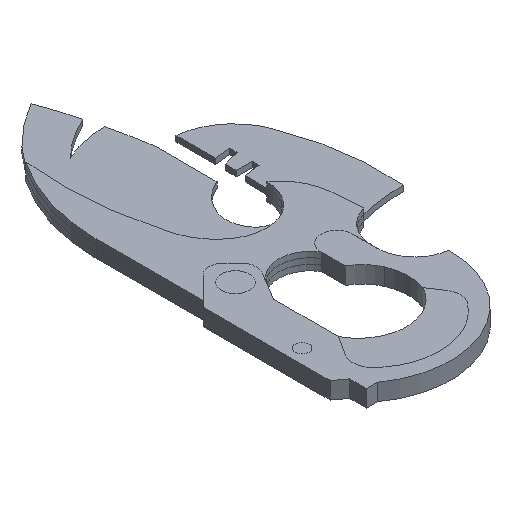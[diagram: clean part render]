
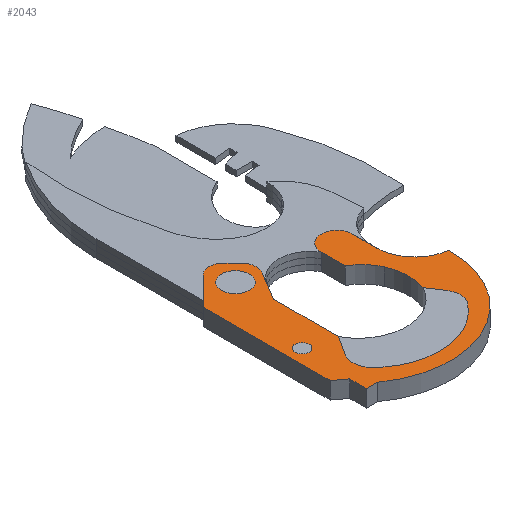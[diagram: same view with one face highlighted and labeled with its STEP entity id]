
A CAD part, isometric view. The second image highlights one B-rep face of the part: STEP entity #2043.
In plain terms, the highlighted planar face has unit normal (0, 0, 1).
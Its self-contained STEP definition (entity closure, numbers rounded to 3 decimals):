
#13=FACE_BOUND('',#255,.T.);
#14=FACE_BOUND('',#256,.T.);
#56=PLANE('',#2241);
#138=FACE_OUTER_BOUND('',#254,.T.);
#254=EDGE_LOOP('',(#1554,#1555,#1556,#1557,#1558,#1559,#1560,#1561,#1562,
#1563,#1564,#1565,#1566,#1567,#1568,#1569,#1570,#1571,#1572,#1573,#1574,
#1575));
#255=EDGE_LOOP('',(#1576));
#256=EDGE_LOOP('',(#1577));
#362=LINE('',#3211,#538);
#365=LINE('',#3217,#541);
#368=LINE('',#3223,#544);
#371=LINE('',#3229,#547);
#374=LINE('',#3235,#550);
#378=LINE('',#3247,#554);
#382=LINE('',#3259,#558);
#385=LINE('',#3265,#561);
#388=LINE('',#3271,#564);
#397=LINE('',#3313,#573);
#401=LINE('',#3325,#577);
#538=VECTOR('',#2557,10.);
#541=VECTOR('',#2562,10.);
#544=VECTOR('',#2567,10.);
#547=VECTOR('',#2572,10.);
#550=VECTOR('',#2577,10.);
#554=VECTOR('',#2589,10.);
#558=VECTOR('',#2601,10.);
#561=VECTOR('',#2606,10.);
#564=VECTOR('',#2611,10.);
#573=VECTOR('',#2658,10.);
#577=VECTOR('',#2670,10.);
#710=CIRCLE('',#2192,2.5);
#712=CIRCLE('',#2195,5.);
#715=CIRCLE('',#2204,4.952);
#717=CIRCLE('',#2208,5.831);
#719=CIRCLE('',#2214,7.321);
#721=CIRCLE('',#2217,24.461);
#723=CIRCLE('',#2220,6.37);
#725=CIRCLE('',#2223,152.953);
#727=CIRCLE('',#2226,18.49);
#729=CIRCLE('',#2229,15.737);
#731=CIRCLE('',#2233,5.548);
#733=CIRCLE('',#2237,13.573);
#735=CIRCLE('',#2240,33.422);
#852=VERTEX_POINT('',#3193);
#854=VERTEX_POINT('',#3199);
#858=VERTEX_POINT('',#3208);
#859=VERTEX_POINT('',#3210);
#861=VERTEX_POINT('',#3216);
#863=VERTEX_POINT('',#3222);
#865=VERTEX_POINT('',#3228);
#867=VERTEX_POINT('',#3234);
#869=VERTEX_POINT('',#3240);
#871=VERTEX_POINT('',#3246);
#873=VERTEX_POINT('',#3252);
#875=VERTEX_POINT('',#3258);
#877=VERTEX_POINT('',#3264);
#879=VERTEX_POINT('',#3270);
#881=VERTEX_POINT('',#3276);
#883=VERTEX_POINT('',#3282);
#885=VERTEX_POINT('',#3288);
#887=VERTEX_POINT('',#3294);
#889=VERTEX_POINT('',#3300);
#891=VERTEX_POINT('',#3306);
#893=VERTEX_POINT('',#3312);
#895=VERTEX_POINT('',#3318);
#897=VERTEX_POINT('',#3324);
#899=VERTEX_POINT('',#3330);
#1080=EDGE_CURVE('',#852,#852,#710,.T.);
#1083=EDGE_CURVE('',#854,#854,#712,.T.);
#1088=EDGE_CURVE('',#859,#858,#362,.T.);
#1091=EDGE_CURVE('',#861,#859,#365,.T.);
#1094=EDGE_CURVE('',#863,#861,#368,.T.);
#1097=EDGE_CURVE('',#865,#863,#371,.T.);
#1100=EDGE_CURVE('',#867,#865,#374,.T.);
#1103=EDGE_CURVE('',#869,#867,#715,.T.);
#1106=EDGE_CURVE('',#871,#869,#378,.T.);
#1109=EDGE_CURVE('',#873,#871,#717,.T.);
#1112=EDGE_CURVE('',#875,#873,#382,.T.);
#1115=EDGE_CURVE('',#877,#875,#385,.T.);
#1118=EDGE_CURVE('',#879,#877,#388,.T.);
#1121=EDGE_CURVE('',#881,#879,#719,.T.);
#1124=EDGE_CURVE('',#883,#881,#721,.T.);
#1127=EDGE_CURVE('',#885,#883,#723,.T.);
#1130=EDGE_CURVE('',#887,#885,#725,.T.);
#1133=EDGE_CURVE('',#889,#887,#727,.T.);
#1136=EDGE_CURVE('',#891,#889,#729,.T.);
#1139=EDGE_CURVE('',#893,#891,#397,.T.);
#1142=EDGE_CURVE('',#895,#893,#731,.T.);
#1145=EDGE_CURVE('',#897,#895,#401,.T.);
#1148=EDGE_CURVE('',#899,#897,#733,.T.);
#1151=EDGE_CURVE('',#858,#899,#735,.T.);
#1554=ORIENTED_EDGE('',*,*,#1151,.T.);
#1555=ORIENTED_EDGE('',*,*,#1148,.T.);
#1556=ORIENTED_EDGE('',*,*,#1145,.T.);
#1557=ORIENTED_EDGE('',*,*,#1142,.T.);
#1558=ORIENTED_EDGE('',*,*,#1139,.T.);
#1559=ORIENTED_EDGE('',*,*,#1136,.T.);
#1560=ORIENTED_EDGE('',*,*,#1133,.T.);
#1561=ORIENTED_EDGE('',*,*,#1130,.T.);
#1562=ORIENTED_EDGE('',*,*,#1127,.T.);
#1563=ORIENTED_EDGE('',*,*,#1124,.T.);
#1564=ORIENTED_EDGE('',*,*,#1121,.T.);
#1565=ORIENTED_EDGE('',*,*,#1118,.T.);
#1566=ORIENTED_EDGE('',*,*,#1115,.T.);
#1567=ORIENTED_EDGE('',*,*,#1112,.T.);
#1568=ORIENTED_EDGE('',*,*,#1109,.T.);
#1569=ORIENTED_EDGE('',*,*,#1106,.T.);
#1570=ORIENTED_EDGE('',*,*,#1103,.T.);
#1571=ORIENTED_EDGE('',*,*,#1100,.T.);
#1572=ORIENTED_EDGE('',*,*,#1097,.T.);
#1573=ORIENTED_EDGE('',*,*,#1094,.T.);
#1574=ORIENTED_EDGE('',*,*,#1091,.T.);
#1575=ORIENTED_EDGE('',*,*,#1088,.T.);
#1576=ORIENTED_EDGE('',*,*,#1083,.T.);
#1577=ORIENTED_EDGE('',*,*,#1080,.T.);
#2043=ADVANCED_FACE('',(#138,#13,#14),#56,.T.);
#2192=AXIS2_PLACEMENT_3D('',#3194,#2541,#2542);
#2195=AXIS2_PLACEMENT_3D('',#3200,#2548,#2549);
#2204=AXIS2_PLACEMENT_3D('',#3241,#2583,#2584);
#2208=AXIS2_PLACEMENT_3D('',#3253,#2595,#2596);
#2214=AXIS2_PLACEMENT_3D('',#3277,#2617,#2618);
#2217=AXIS2_PLACEMENT_3D('',#3283,#2624,#2625);
#2220=AXIS2_PLACEMENT_3D('',#3289,#2631,#2632);
#2223=AXIS2_PLACEMENT_3D('',#3295,#2638,#2639);
#2226=AXIS2_PLACEMENT_3D('',#3301,#2645,#2646);
#2229=AXIS2_PLACEMENT_3D('',#3307,#2652,#2653);
#2233=AXIS2_PLACEMENT_3D('',#3319,#2664,#2665);
#2237=AXIS2_PLACEMENT_3D('',#3331,#2676,#2677);
#2240=AXIS2_PLACEMENT_3D('',#3335,#2683,#2684);
#2241=AXIS2_PLACEMENT_3D('',#3336,#2685,#2686);
#2541=DIRECTION('center_axis',(0.,0.,-1.));
#2542=DIRECTION('ref_axis',(1.,0.,0.));
#2548=DIRECTION('center_axis',(0.,0.,-1.));
#2549=DIRECTION('ref_axis',(1.,0.,0.));
#2557=DIRECTION('',(1.,0.,0.));
#2562=DIRECTION('',(0.,-1.,0.));
#2567=DIRECTION('',(0.8,-0.6,0.));
#2572=DIRECTION('',(0.,-1.,0.));
#2577=DIRECTION('',(-0.707,-0.707,0.));
#2583=DIRECTION('center_axis',(0.,0.,1.));
#2584=DIRECTION('ref_axis',(0.707,0.707,0.));
#2589=DIRECTION('',(-0.707,0.707,0.));
#2595=DIRECTION('center_axis',(0.,0.,1.));
#2596=DIRECTION('ref_axis',(0.857,-0.514,0.));
#2601=DIRECTION('',(0.514,0.857,0.));
#2606=DIRECTION('',(0.,1.,0.));
#2611=DIRECTION('',(0.545,0.838,0.));
#2617=DIRECTION('center_axis',(0.,0.,-1.));
#2618=DIRECTION('ref_axis',(-0.89,0.455,0.));
#2624=DIRECTION('center_axis',(0.,0.,-1.));
#2625=DIRECTION('ref_axis',(-0.718,-0.696,0.));
#2631=DIRECTION('center_axis',(0.,0.,-1.));
#2632=DIRECTION('ref_axis',(0.844,-0.537,0.));
#2638=DIRECTION('center_axis',(0.,0.,-1.));
#2639=DIRECTION('ref_axis',(0.844,0.537,0.));
#2645=DIRECTION('center_axis',(0.,0.,-1.));
#2646=DIRECTION('ref_axis',(0.945,-0.328,0.));
#2652=DIRECTION('center_axis',(0.,0.,-1.));
#2653=DIRECTION('ref_axis',(0.909,0.417,0.));
#2658=DIRECTION('',(0.,-1.,0.));
#2664=DIRECTION('center_axis',(0.,0.,1.));
#2665=DIRECTION('ref_axis',(1.,0.,0.));
#2670=DIRECTION('',(0.,1.,0.));
#2676=DIRECTION('center_axis',(0.,0.,-1.));
#2677=DIRECTION('ref_axis',(-1.,0.,0.));
#2683=DIRECTION('center_axis',(0.,0.,1.));
#2684=DIRECTION('ref_axis',(-0.586,-0.81,0.));
#2685=DIRECTION('center_axis',(0.,0.,1.));
#2686=DIRECTION('ref_axis',(1.,0.,0.));
#3193=CARTESIAN_POINT('',(2.45,29.873,6.));
#3194=CARTESIAN_POINT('Origin',(4.95,29.873,6.));
#3199=CARTESIAN_POINT('',(8.429,62.006,6.));
#3200=CARTESIAN_POINT('Origin',(13.429,62.006,6.));
#3208=CARTESIAN_POINT('',(8.,6.,6.));
#3210=CARTESIAN_POINT('',(4.,6.,6.));
#3211=CARTESIAN_POINT('',(8.,6.,6.));
#3216=CARTESIAN_POINT('',(4.,12.,6.));
#3217=CARTESIAN_POINT('',(4.,6.,6.));
#3222=CARTESIAN_POINT('',(0.,15.,6.));
#3223=CARTESIAN_POINT('',(4.,12.,6.));
#3228=CARTESIAN_POINT('',(0.,60.,6.));
#3229=CARTESIAN_POINT('',(0.,15.,6.));
#3234=CARTESIAN_POINT('',(9.899,69.899,6.));
#3235=CARTESIAN_POINT('',(0.,60.,6.));
#3240=CARTESIAN_POINT('',(17.,70.,6.));
#3241=CARTESIAN_POINT('Origin',(13.499,66.499,6.));
#3246=CARTESIAN_POINT('',(21.,66.,6.));
#3247=CARTESIAN_POINT('',(17.,70.,6.));
#3252=CARTESIAN_POINT('',(21.,60.,6.));
#3253=CARTESIAN_POINT('Origin',(16.,63.,6.));
#3258=CARTESIAN_POINT('',(15.,50.,6.));
#3259=CARTESIAN_POINT('',(15.,50.,6.));
#3264=CARTESIAN_POINT('',(15.,27.,6.));
#3265=CARTESIAN_POINT('',(15.,27.,6.));
#3270=CARTESIAN_POINT('',(10.302,19.773,6.));
#3271=CARTESIAN_POINT('',(15.,27.,6.));
#3276=CARTESIAN_POINT('',(11.,12.,6.));
#3277=CARTESIAN_POINT('Origin',(16.82,16.44,6.));
#3282=CARTESIAN_POINT('',(48.512,14.886,6.));
#3283=CARTESIAN_POINT('Origin',(28.556,29.033,6.));
#3288=CARTESIAN_POINT('',(48.512,21.726,6.));
#3289=CARTESIAN_POINT('Origin',(43.137,18.306,6.));
#3294=CARTESIAN_POINT('',(45.,27.,6.));
#3295=CARTESIAN_POINT('Origin',(-80.531,-60.387,6.));
#3300=CARTESIAN_POINT('',(44.555,40.289,6.));
#3301=CARTESIAN_POINT('Origin',(27.534,33.067,6.));
#3306=CARTESIAN_POINT('',(37.905,47.481,6.));
#3307=CARTESIAN_POINT('Origin',(30.249,33.732,6.));
#3312=CARTESIAN_POINT('',(37.905,56.,6.));
#3313=CARTESIAN_POINT('',(37.905,47.481,6.));
#3318=CARTESIAN_POINT('',(49.,56.,6.));
#3319=CARTESIAN_POINT('Origin',(43.452,56.,6.));
#3324=CARTESIAN_POINT('',(49.,47.481,6.));
#3325=CARTESIAN_POINT('',(49.,56.,6.));
#3330=CARTESIAN_POINT('',(61.,34.,6.));
#3331=CARTESIAN_POINT('Origin',(62.573,47.481,6.));
#3335=CARTESIAN_POINT('Origin',(27.591,33.079,6.));
#3336=CARTESIAN_POINT('Origin',(30.506,35.553,6.));
